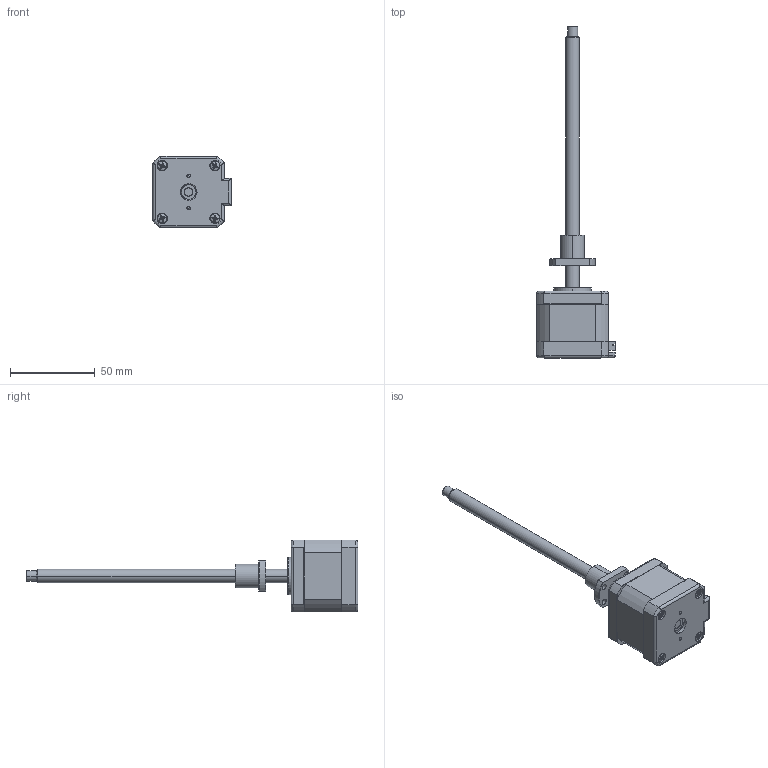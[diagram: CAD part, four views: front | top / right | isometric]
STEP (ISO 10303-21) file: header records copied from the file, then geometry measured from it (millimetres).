
FILE_DESCRIPTION (( 'STEP AP214' ), '1' );
FILE_NAME ('BE172S-B0802-150-AK1-S-200.STEP', '2023-11-29T07:15:26', ( '' ), ( '' ), 'SwSTEP 2.0', 'SolidWorks 2018', '' );
FILE_SCHEMA (( 'AUTOMOTIVE_DESIGN' ));
Length unit declared in the file: millimetre
Products named in the file (1): BE172S-B0802-150-AK1-S-200
Bounding box: 46.2 x 195.3 x 42.2 mm (x, y, z)
Volume: 68052.2 mm3; surface area: 31687.7 mm2
Topology: 7 solids, 9 shells, 717 faces, 1852 edges, 1194 vertices
Faces by surface type: plane 347, cylinder 232, cone 84, torus 34, bspline 12, sphere 8
Entity records: 43015 total; most frequent: CARTESIAN_POINT 17668, ORIENTED_EDGE 3704, DIRECTION 3522, EDGE_CURVE 1852, AXIS2_PLACEMENT_3D 1240, VERTEX_POINT 1194, LINE 1042, VECTOR 1042
